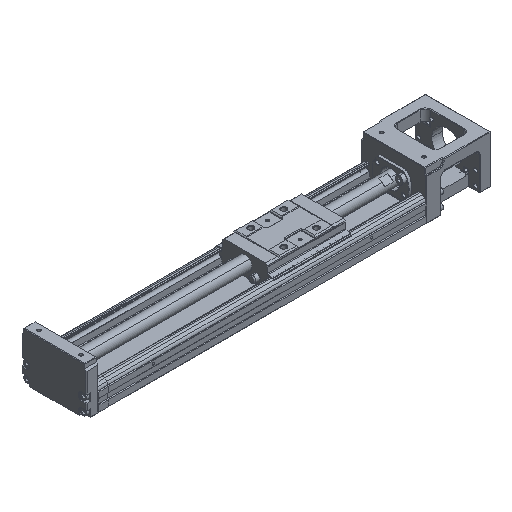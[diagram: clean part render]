
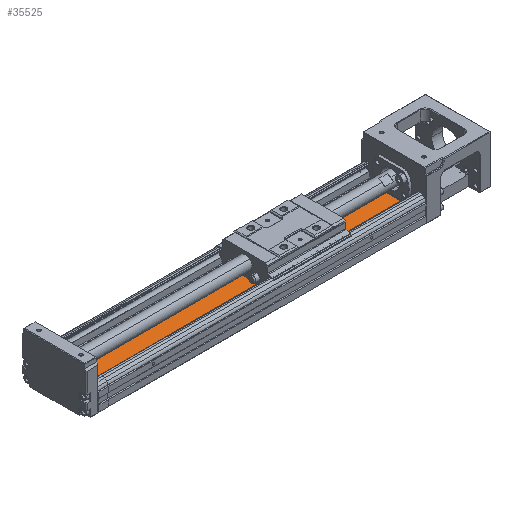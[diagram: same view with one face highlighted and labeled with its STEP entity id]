
A CAD part, isometric view. The second image highlights one B-rep face of the part: STEP entity #35525.
In plain terms, the highlighted planar face has unit normal (0, 0, 1).
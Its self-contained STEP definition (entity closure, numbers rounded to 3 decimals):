
#1332 = VECTOR ( 'NONE', #19195, 1000. ) ;
#2219 = VERTEX_POINT ( 'NONE', #16695 ) ;
#6811 = CARTESIAN_POINT ( 'NONE',  ( -280.415, 138.591, 175.986 ) ) ;
#7155 = EDGE_CURVE ( 'NONE', #21205, #2219, #16685, .T. ) ;
#7881 = CARTESIAN_POINT ( 'NONE',  ( 19.585, 124.022, 175.986 ) ) ;
#8129 = DIRECTION ( 'NONE',  ( 1., 0., 0. ) ) ;
#9259 = EDGE_CURVE ( 'NONE', #23225, #2219, #15315, .T. ) ;
#10574 = CARTESIAN_POINT ( 'NONE',  ( 19.585, 125.253, 175.986 ) ) ;
#12427 = CARTESIAN_POINT ( 'NONE',  ( 19.585, 138.591, 175.986 ) ) ;
#12676 = CARTESIAN_POINT ( 'NONE',  ( -271.415, 125.253, 175.986 ) ) ;
#14694 = LINE ( 'NONE', #7881, #1332 ) ;
#15315 = LINE ( 'NONE', #6811, #21079 ) ;
#15558 = ORIENTED_EDGE ( 'NONE', *, *, #9259, .T. ) ;
#16630 = VERTEX_POINT ( 'NONE', #20434 ) ;
#16685 = LINE ( 'NONE', #12676, #33566 ) ;
#16695 = CARTESIAN_POINT ( 'NONE',  ( -271.415, 138.591, 175.986 ) ) ;
#18027 = DIRECTION ( 'NONE',  ( -1., 0., 0. ) ) ;
#18443 = AXIS2_PLACEMENT_3D ( 'NONE', #25065, #19692, #8129 ) ;
#19195 = DIRECTION ( 'NONE',  ( 0., 1., 0. ) ) ;
#19692 = DIRECTION ( 'NONE',  ( 0., 0., 1. ) ) ;
#20081 = ORIENTED_EDGE ( 'NONE', *, *, #30779, .T. ) ;
#20434 = CARTESIAN_POINT ( 'NONE',  ( 19.585, 125.253, 175.986 ) ) ;
#21079 = VECTOR ( 'NONE', #18027, 1000. ) ;
#21205 = VERTEX_POINT ( 'NONE', #33771 ) ;
#22913 = FACE_OUTER_BOUND ( 'NONE', #27529, .T. ) ;
#23225 = VERTEX_POINT ( 'NONE', #12427 ) ;
#23725 = VECTOR ( 'NONE', #27303, 1000. ) ;
#24409 = ORIENTED_EDGE ( 'NONE', *, *, #32115, .T. ) ;
#25065 = CARTESIAN_POINT ( 'NONE',  ( 19.585, 124.022, 175.986 ) ) ;
#26089 = ORIENTED_EDGE ( 'NONE', *, *, #7155, .F. ) ;
#27303 = DIRECTION ( 'NONE',  ( 1., 0., 0. ) ) ;
#27529 = EDGE_LOOP ( 'NONE', ( #15558, #26089, #20081, #24409 ) ) ;
#30779 = EDGE_CURVE ( 'NONE', #21205, #16630, #32167, .T. ) ;
#31078 = PLANE ( 'NONE',  #18443 ) ;
#32115 = EDGE_CURVE ( 'NONE', #16630, #23225, #14694, .T. ) ;
#32167 = LINE ( 'NONE', #10574, #23725 ) ;
#33566 = VECTOR ( 'NONE', #35356, 1000. ) ;
#33771 = CARTESIAN_POINT ( 'NONE',  ( -271.415, 125.253, 175.986 ) ) ;
#35356 = DIRECTION ( 'NONE',  ( 0., 1., 0. ) ) ;
#35525 = ADVANCED_FACE ( 'NONE', ( #22913 ), #31078, .T. ) ;
